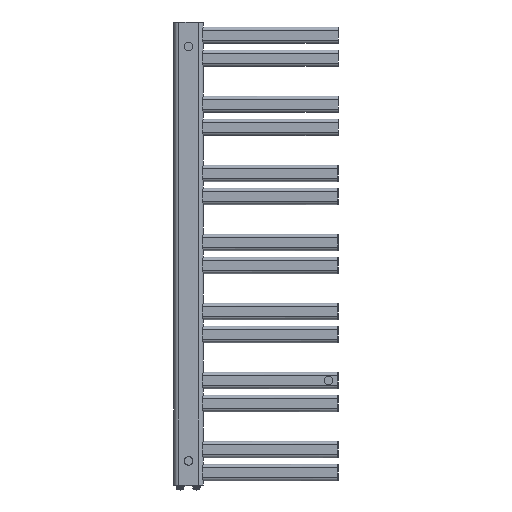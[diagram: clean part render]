
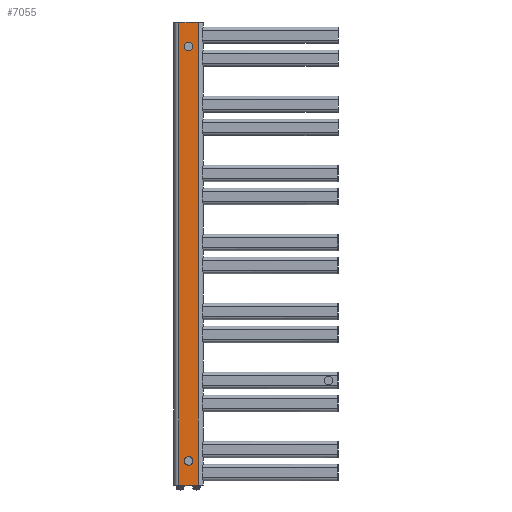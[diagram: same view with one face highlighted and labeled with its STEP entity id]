
A CAD part, top view. The second image highlights one B-rep face of the part: STEP entity #7055.
In plain terms, the highlighted planar face has unit normal (0, 0, 1).
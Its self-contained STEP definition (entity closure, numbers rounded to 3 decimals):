
#3295=DIRECTION('',(0.,1.,0.));
#3296=VECTOR('',#3295,1406.4);
#3297=CARTESIAN_POINT('',(75.,2.,15.));
#3298=LINE('',#3297,#3296);
#4321=DIRECTION('',(1.,0.,0.));
#4322=VECTOR('',#4321,60.);
#4323=CARTESIAN_POINT('',(15.,1408.4,15.));
#4324=LINE('',#4323,#4322);
#4328=DIRECTION('',(-1.,0.,0.));
#4329=VECTOR('',#4328,60.);
#4330=CARTESIAN_POINT('',(75.,2.,15.));
#4331=LINE('',#4330,#4329);
#4335=DIRECTION('',(0.,1.,0.));
#4336=VECTOR('',#4335,1406.4);
#4337=CARTESIAN_POINT('',(15.,2.,15.));
#4338=LINE('',#4337,#4336);
#4342=CARTESIAN_POINT('',(45.,1335.2,15.));
#4343=DIRECTION('',(0.,0.,1.));
#4344=DIRECTION('',(1.,0.,0.));
#4345=AXIS2_PLACEMENT_3D('',#4342,#4343,#4344);
#4350=CARTESIAN_POINT('',(45.,1335.2,15.));
#4351=DIRECTION('',(0.,0.,1.));
#4352=DIRECTION('',(-1.,0.,0.));
#4353=AXIS2_PLACEMENT_3D('',#4350,#4351,#4352);
#4358=CARTESIAN_POINT('',(45.,75.2,15.));
#4359=DIRECTION('',(0.,0.,1.));
#4360=DIRECTION('',(1.,0.,0.));
#4361=AXIS2_PLACEMENT_3D('',#4358,#4359,#4360);
#4366=CARTESIAN_POINT('',(45.,75.2,15.));
#4367=DIRECTION('',(0.,0.,1.));
#4368=DIRECTION('',(-1.,0.,0.));
#4369=AXIS2_PLACEMENT_3D('',#4366,#4367,#4368);
#6108=CARTESIAN_POINT('',(15.,1408.4,15.));
#6109=VERTEX_POINT('',#6108);
#6112=CARTESIAN_POINT('',(75.,1408.4,15.));
#6113=VERTEX_POINT('',#6112);
#6118=CARTESIAN_POINT('',(75.,2.,15.));
#6119=CARTESIAN_POINT('',(15.,2.,15.));
#6120=VERTEX_POINT('',#6118);
#6121=VERTEX_POINT('',#6119);
#6162=CARTESIAN_POINT('',(54.75,1335.2,15.));
#6163=CARTESIAN_POINT('',(35.25,1335.2,15.));
#6164=VERTEX_POINT('',#6162);
#6165=VERTEX_POINT('',#6163);
#6166=CARTESIAN_POINT('',(54.75,75.2,15.));
#6167=CARTESIAN_POINT('',(35.25,75.2,15.));
#6168=VERTEX_POINT('',#6166);
#6169=VERTEX_POINT('',#6167);
#7032=CARTESIAN_POINT('',(15.,0.,15.));
#7033=DIRECTION('',(0.,0.,1.));
#7034=DIRECTION('',(1.,0.,0.));
#7035=AXIS2_PLACEMENT_3D('',#7032,#7033,#7034);
#7036=PLANE('',#7035);
#7038=ORIENTED_EDGE('',*,*,#7037,.T.);
#7039=ORIENTED_EDGE('',*,*,#6368,.F.);
#7040=ORIENTED_EDGE('',*,*,#6310,.T.);
#7042=ORIENTED_EDGE('',*,*,#7041,.T.);
#7043=EDGE_LOOP('',(#7038,#7039,#7040,#7042));
#7044=FACE_OUTER_BOUND('',#7043,.F.);
#7045=ORIENTED_EDGE('',*,*,#7012,.T.);
#7046=ORIENTED_EDGE('',*,*,#7026,.T.);
#7047=EDGE_LOOP('',(#7045,#7046));
#7048=FACE_BOUND('',#7047,.F.);
#7050=ORIENTED_EDGE('',*,*,#7049,.T.);
#7052=ORIENTED_EDGE('',*,*,#7051,.T.);
#7053=EDGE_LOOP('',(#7050,#7052));
#7054=FACE_BOUND('',#7053,.F.);
#4346=CIRCLE('',#4345,9.75);
#4354=CIRCLE('',#4353,9.75);
#4362=CIRCLE('',#4361,9.75);
#4370=CIRCLE('',#4369,9.75);
#6310=EDGE_CURVE('',#6120,#6121,#4331,.T.);
#6368=EDGE_CURVE('',#6120,#6113,#3298,.T.);
#7012=EDGE_CURVE('',#6164,#6165,#4346,.T.);
#7026=EDGE_CURVE('',#6165,#6164,#4354,.T.);
#7037=EDGE_CURVE('',#6109,#6113,#4324,.T.);
#7041=EDGE_CURVE('',#6121,#6109,#4338,.T.);
#7049=EDGE_CURVE('',#6168,#6169,#4362,.T.);
#7051=EDGE_CURVE('',#6169,#6168,#4370,.T.);
#7055=ADVANCED_FACE('',(#7044,#7048,#7054),#7036,.T.);
